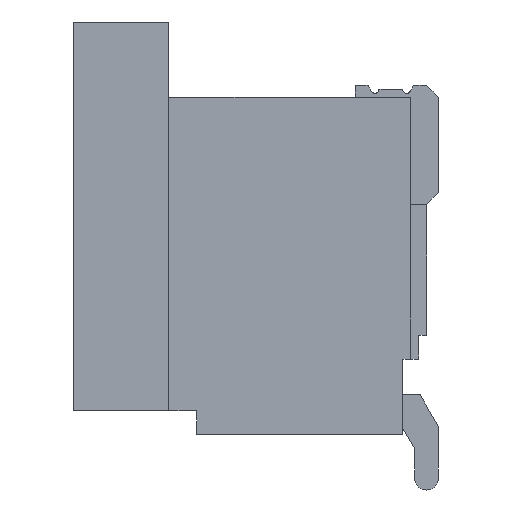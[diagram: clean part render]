
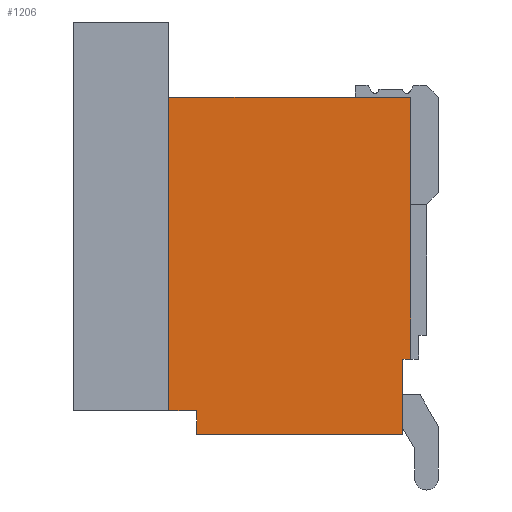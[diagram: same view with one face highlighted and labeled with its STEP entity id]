
A CAD part, left-side view. The second image highlights one B-rep face of the part: STEP entity #1206.
In plain terms, the highlighted planar face has unit normal (-1, 0, 0).
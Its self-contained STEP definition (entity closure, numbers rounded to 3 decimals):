
#400 = VERTEX_POINT('',#401);
#401 = CARTESIAN_POINT('',(-3.2,1.025,4.25));
#407 = EDGE_CURVE('',#400,#408,#410,.T.);
#408 = VERTEX_POINT('',#409);
#409 = CARTESIAN_POINT('',(-3.2,-2.025,4.25));
#410 = LINE('',#411,#412);
#411 = CARTESIAN_POINT('',(-3.2,1.025,4.25));
#412 = VECTOR('',#413,1.);
#413 = DIRECTION('',(0.,-1.,0.));
#462 = VERTEX_POINT('',#463);
#463 = CARTESIAN_POINT('',(-3.2,1.025,0.3));
#469 = EDGE_CURVE('',#462,#400,#470,.T.);
#470 = LINE('',#471,#472);
#471 = CARTESIAN_POINT('',(-3.2,1.025,0.));
#472 = VECTOR('',#473,1.);
#473 = DIRECTION('',(0.,0.,1.));
#693 = VERTEX_POINT('',#694);
#694 = CARTESIAN_POINT('',(-3.2,0.675,0.3));
#700 = EDGE_CURVE('',#693,#462,#701,.T.);
#701 = LINE('',#702,#703);
#702 = CARTESIAN_POINT('',(-3.2,0.675,0.3));
#703 = VECTOR('',#704,1.);
#704 = DIRECTION('',(0.,1.,0.));
#714 = EDGE_CURVE('',#715,#693,#717,.T.);
#715 = VERTEX_POINT('',#716);
#716 = CARTESIAN_POINT('',(-3.2,0.675,0.));
#717 = LINE('',#718,#719);
#718 = CARTESIAN_POINT('',(-3.2,0.675,0.));
#719 = VECTOR('',#720,1.);
#720 = DIRECTION('',(0.,0.,1.));
#745 = EDGE_CURVE('',#746,#715,#748,.T.);
#746 = VERTEX_POINT('',#747);
#747 = CARTESIAN_POINT('',(-3.2,-1.925,0.));
#748 = LINE('',#749,#750);
#749 = CARTESIAN_POINT('',(-3.2,-1.925,0.));
#750 = VECTOR('',#751,1.);
#751 = DIRECTION('',(0.,1.,0.));
#776 = EDGE_CURVE('',#777,#746,#779,.T.);
#777 = VERTEX_POINT('',#778);
#778 = CARTESIAN_POINT('',(-3.2,-1.925,0.95));
#779 = LINE('',#780,#781);
#780 = CARTESIAN_POINT('',(-3.2,-1.925,0.95));
#781 = VECTOR('',#782,1.);
#782 = DIRECTION('',(0.,0.,-1.));
#946 = VERTEX_POINT('',#947);
#947 = CARTESIAN_POINT('',(-3.2,-2.025,0.95));
#953 = EDGE_CURVE('',#946,#777,#954,.T.);
#954 = LINE('',#955,#956);
#955 = CARTESIAN_POINT('',(-3.2,-2.125,0.95));
#956 = VECTOR('',#957,1.);
#957 = DIRECTION('',(0.,1.,0.));
#1206 = ADVANCED_FACE('',(#1207),#1222,.F.);
#1207 = FACE_BOUND('',#1208,.T.);
#1208 = EDGE_LOOP('',(#1209,#1215,#1216,#1217,#1218,#1219,#1220,#1221));
#1209 = ORIENTED_EDGE('',*,*,#1210,.F.);
#1210 = EDGE_CURVE('',#408,#946,#1211,.T.);
#1211 = LINE('',#1212,#1213);
#1212 = CARTESIAN_POINT('',(-3.2,-2.025,5.2));
#1213 = VECTOR('',#1214,1.);
#1214 = DIRECTION('',(-0.,0.,-1.));
#1215 = ORIENTED_EDGE('',*,*,#407,.F.);
#1216 = ORIENTED_EDGE('',*,*,#469,.F.);
#1217 = ORIENTED_EDGE('',*,*,#700,.F.);
#1218 = ORIENTED_EDGE('',*,*,#714,.F.);
#1219 = ORIENTED_EDGE('',*,*,#745,.F.);
#1220 = ORIENTED_EDGE('',*,*,#776,.F.);
#1221 = ORIENTED_EDGE('',*,*,#953,.F.);
#1222 = PLANE('',#1223);
#1223 = AXIS2_PLACEMENT_3D('',#1224,#1225,#1226);
#1224 = CARTESIAN_POINT('',(-3.2,0.,0.));
#1225 = DIRECTION('',(1.,0.,0.));
#1226 = DIRECTION('',(0.,1.,0.));
